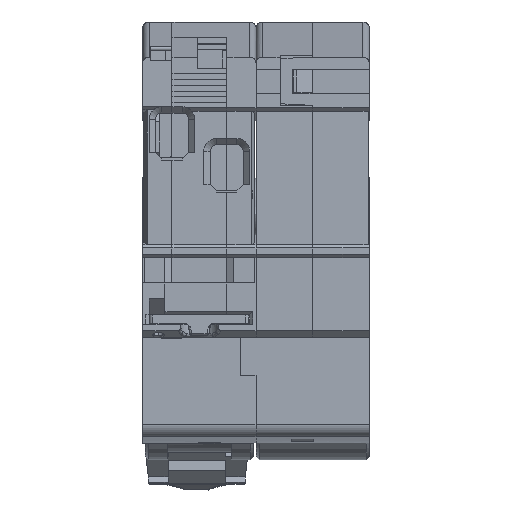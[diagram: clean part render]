
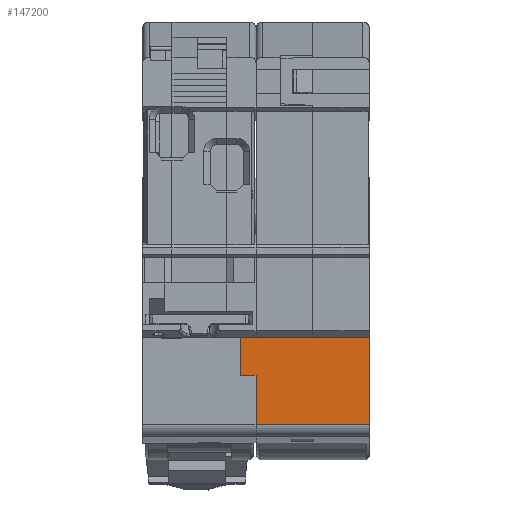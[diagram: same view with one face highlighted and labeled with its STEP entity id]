
A CAD part, front view. The second image highlights one B-rep face of the part: STEP entity #147200.
In plain terms, the highlighted planar face has unit normal (0, 1, 0).
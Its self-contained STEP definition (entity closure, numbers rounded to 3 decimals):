
#128378=DIRECTION('',(0.,0.,-1.));
#128379=VECTOR('',#128378,13.661);
#128380=CARTESIAN_POINT('',(35.6,-22.5,16.));
#128381=LINE('',#128380,#128379);
#129662=DIRECTION('',(1.,0.,0.));
#129663=VECTOR('',#129662,17.8);
#129664=CARTESIAN_POINT('',(17.8,-22.5,2.339));
#129665=LINE('',#129664,#129663);
#129676=DIRECTION('',(0.,0.,-1.));
#129677=VECTOR('',#129676,6.);
#129678=CARTESIAN_POINT('',(15.3,-22.5,16.));
#129679=LINE('',#129678,#129677);
#129683=DIRECTION('',(-1.,0.,0.));
#129684=VECTOR('',#129683,2.5);
#129685=CARTESIAN_POINT('',(17.8,-22.5,10.));
#129686=LINE('',#129685,#129684);
#129690=DIRECTION('',(0.,0.,-1.));
#129691=VECTOR('',#129690,7.661);
#129692=CARTESIAN_POINT('',(17.8,-22.5,10.));
#129693=LINE('',#129692,#129691);
#129697=DIRECTION('',(1.,0.,0.));
#129698=VECTOR('',#129697,6.4);
#129699=CARTESIAN_POINT('',(29.2,-22.5,16.));
#129700=LINE('',#129699,#129698);
#129725=DIRECTION('',(0.,0.,1.));
#129726=VECTOR('',#129725,0.8);
#129727=CARTESIAN_POINT('',(29.2,-22.5,16.));
#129728=LINE('',#129727,#129726);
#129914=DIRECTION('',(0.,0.,-1.));
#129915=VECTOR('',#129914,0.8);
#129916=CARTESIAN_POINT('',(26.7,-22.5,16.8));
#129917=LINE('',#129916,#129915);
#131805=DIRECTION('',(-1.,0.,0.));
#131806=VECTOR('',#131805,11.4);
#131807=CARTESIAN_POINT('',(26.7,-22.5,16.));
#131808=LINE('',#131807,#131806);
#133413=DIRECTION('',(1.,0.,0.));
#133414=VECTOR('',#133413,2.5);
#133415=CARTESIAN_POINT('',(26.7,-22.5,16.8));
#133416=LINE('',#133415,#133414);
#142995=CARTESIAN_POINT('',(17.8,-22.5,2.339));
#142996=VERTEX_POINT('',#142995);
#142997=CARTESIAN_POINT('',(17.8,-22.5,10.));
#142998=VERTEX_POINT('',#142997);
#143280=CARTESIAN_POINT('',(15.3,-22.5,10.));
#143282=VERTEX_POINT('',#143280);
#143293=CARTESIAN_POINT('',(15.3,-22.5,16.));
#143294=VERTEX_POINT('',#143293);
#143297=CARTESIAN_POINT('',(35.6,-22.5,16.));
#143298=CARTESIAN_POINT('',(35.6,-22.5,2.339));
#143299=VERTEX_POINT('',#143297);
#143300=VERTEX_POINT('',#143298);
#143301=CARTESIAN_POINT('',(26.7,-22.5,16.));
#143302=VERTEX_POINT('',#143301);
#143303=CARTESIAN_POINT('',(26.7,-22.5,16.8));
#143304=VERTEX_POINT('',#143303);
#143305=CARTESIAN_POINT('',(29.2,-22.5,16.8));
#143306=VERTEX_POINT('',#143305);
#143307=CARTESIAN_POINT('',(29.2,-22.5,16.));
#143308=VERTEX_POINT('',#143307);
#147176=CARTESIAN_POINT('',(25.45,-22.5,9.569));
#147177=DIRECTION('',(0.,1.,0.));
#147178=DIRECTION('',(0.,0.,-1.));
#147179=AXIS2_PLACEMENT_3D('',#147176,#147177,#147178);
#147180=PLANE('',#147179);
#147181=ORIENTED_EDGE('',*,*,#146187,.F.);
#147183=ORIENTED_EDGE('',*,*,#147182,.F.);
#147185=ORIENTED_EDGE('',*,*,#147184,.T.);
#147187=ORIENTED_EDGE('',*,*,#147186,.F.);
#147189=ORIENTED_EDGE('',*,*,#147188,.T.);
#147191=ORIENTED_EDGE('',*,*,#147190,.T.);
#147193=ORIENTED_EDGE('',*,*,#147192,.T.);
#147195=ORIENTED_EDGE('',*,*,#147194,.F.);
#147196=ORIENTED_EDGE('',*,*,#145695,.T.);
#147197=ORIENTED_EDGE('',*,*,#147169,.T.);
#147198=EDGE_LOOP('',(#147181,#147183,#147185,#147187,#147189,#147191,#147193,
#147195,#147196,#147197));
#147199=FACE_OUTER_BOUND('',#147198,.F.);
#147200=ADVANCED_FACE('',(#147199),#147180,.T.);
#145695=EDGE_CURVE('',#142998,#142996,#129693,.T.);
#146187=EDGE_CURVE('',#143299,#143300,#128381,.T.);
#147169=EDGE_CURVE('',#142996,#143300,#129665,.T.);
#147182=EDGE_CURVE('',#143308,#143299,#129700,.T.);
#147184=EDGE_CURVE('',#143308,#143306,#129728,.T.);
#147186=EDGE_CURVE('',#143304,#143306,#133416,.T.);
#147188=EDGE_CURVE('',#143304,#143302,#129917,.T.);
#147190=EDGE_CURVE('',#143302,#143294,#131808,.T.);
#147192=EDGE_CURVE('',#143294,#143282,#129679,.T.);
#147194=EDGE_CURVE('',#142998,#143282,#129686,.T.);
